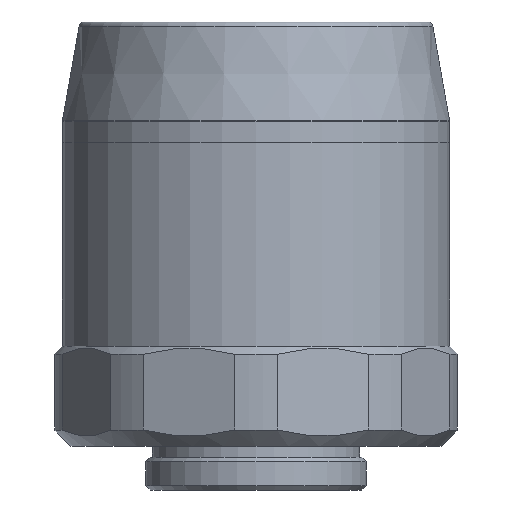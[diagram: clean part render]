
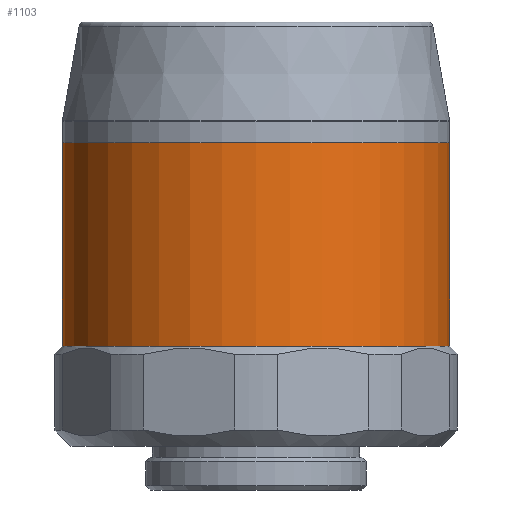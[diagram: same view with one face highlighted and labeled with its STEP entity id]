
A CAD part, front view. The second image highlights one B-rep face of the part: STEP entity #1103.
In plain terms, the highlighted cylindrical face has radius 17.75 mm (diameter 35.5 mm), a partial arc.
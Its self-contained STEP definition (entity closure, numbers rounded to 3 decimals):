
#81 = AXIS2_PLACEMENT_3D ( 'NONE', #1854, #6106, #5117 ) ;
#140 = FACE_OUTER_BOUND ( 'NONE', #5920, .T. ) ;
#179 = CIRCLE ( 'NONE', #81, 17.75 ) ;
#434 = VERTEX_POINT ( 'NONE', #3941 ) ;
#852 = CARTESIAN_POINT ( 'NONE',  ( -17.75, 0., 0. ) ) ;
#893 = CARTESIAN_POINT ( 'NONE',  ( 17.75, 0., 0. ) ) ;
#943 = DIRECTION ( 'NONE',  ( 0., 0., 1. ) ) ;
#1103 = ADVANCED_FACE ( 'NONE', ( #140 ), #6888, .T. ) ;
#1474 = DIRECTION ( 'NONE',  ( 0., 0., 1. ) ) ;
#1854 = CARTESIAN_POINT ( 'NONE',  ( 0., 0., 0. ) ) ;
#1869 = EDGE_CURVE ( 'NONE', #3330, #3689, #179, .T. ) ;
#1937 = CARTESIAN_POINT ( 'NONE',  ( 0., 0., -18.646 ) ) ;
#1978 = EDGE_CURVE ( 'NONE', #434, #3689, #3038, .T. ) ;
#2158 = ORIENTED_EDGE ( 'NONE', *, *, #1869, .F. ) ;
#2166 = CARTESIAN_POINT ( 'NONE',  ( 17.75, 0., 0. ) ) ;
#3038 = LINE ( 'NONE', #893, #3382 ) ;
#3126 = EDGE_CURVE ( 'NONE', #3734, #434, #6573, .T. ) ;
#3256 = CARTESIAN_POINT ( 'NONE',  ( -17.75, 0., -18.646 ) ) ;
#3286 = AXIS2_PLACEMENT_3D ( 'NONE', #1937, #5664, #4575 ) ;
#3330 = VERTEX_POINT ( 'NONE', #5625 ) ;
#3382 = VECTOR ( 'NONE', #1474, 1000. ) ;
#3689 = VERTEX_POINT ( 'NONE', #2166 ) ;
#3707 = ORIENTED_EDGE ( 'NONE', *, *, #1978, .T. ) ;
#3734 = VERTEX_POINT ( 'NONE', #3256 ) ;
#3941 = CARTESIAN_POINT ( 'NONE',  ( 17.75, 0., -18.646 ) ) ;
#4156 = DIRECTION ( 'NONE',  ( 1., 0., 0. ) ) ;
#4575 = DIRECTION ( 'NONE',  ( 1., 0., 0. ) ) ;
#4682 = AXIS2_PLACEMENT_3D ( 'NONE', #6277, #943, #4156 ) ;
#4744 = EDGE_CURVE ( 'NONE', #3734, #3330, #5975, .T. ) ;
#4864 = ORIENTED_EDGE ( 'NONE', *, *, #4744, .F. ) ;
#5117 = DIRECTION ( 'NONE',  ( 1., 0., 0. ) ) ;
#5625 = CARTESIAN_POINT ( 'NONE',  ( -17.75, 0., 0. ) ) ;
#5664 = DIRECTION ( 'NONE',  ( 0., 0., 1. ) ) ;
#5920 = EDGE_LOOP ( 'NONE', ( #4864, #6381, #3707, #2158 ) ) ;
#5975 = LINE ( 'NONE', #852, #6390 ) ;
#6106 = DIRECTION ( 'NONE',  ( 0., 0., 1. ) ) ;
#6197 = DIRECTION ( 'NONE',  ( 0., 0., 1. ) ) ;
#6277 = CARTESIAN_POINT ( 'NONE',  ( 0., 0., 0. ) ) ;
#6381 = ORIENTED_EDGE ( 'NONE', *, *, #3126, .T. ) ;
#6390 = VECTOR ( 'NONE', #6197, 1000. ) ;
#6573 = CIRCLE ( 'NONE', #3286, 17.75 ) ;
#6888 = CYLINDRICAL_SURFACE ( 'NONE', #4682, 17.75 ) ;
